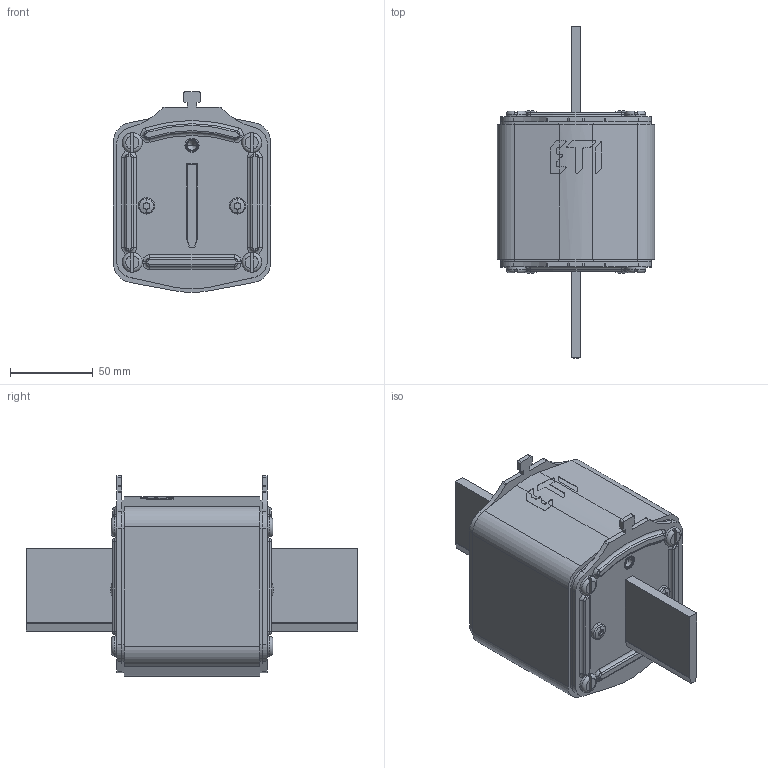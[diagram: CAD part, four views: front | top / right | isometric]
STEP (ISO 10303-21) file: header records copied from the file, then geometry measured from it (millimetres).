
FILE_DESCRIPTION((''),'2;1');
FILE_NAME('0000053036_ASM','2021-08-09T',('said.beganovic'),('Audax d.o.o.'),'CREO PARAMETRIC BY PTC INC, 2017020','CREO PARAMETRIC BY PTC INC, 2017020','');
FILE_SCHEMA(('AUTOMOTIVE_DESIGN { 1 0 10303 214 1 1 1 1 }'));
Length unit declared in the file: millimetre
Products named in the file (12): 0000028910; 0000029476; 0000032691; 0000032678; 0000032695_ASM; 0000032864; 0000053037; 0000053039; 0000016201_AF0; 0000033047; 0000033044; 0000053036_ASM
Assembly tree (24 placements, depth 3):
  0000053036_ASM
    0000028910
    0000029476  x2
    0000032695_ASM  x2
      0000032691
      0000032678
    0000032864  x2
    0000053037  x4
    0000053039  x8
    0000016201_AF0
    0000033047
    0000033044
Bounding box: 95 x 200.1 x 120.95 mm (x, y, z)
Volume: 921564.3 mm3; surface area: 168898.6 mm2
Topology: 24 solids, 36 shells, 1158 faces, 2858 edges, 1765 vertices
Faces by surface type: plane 493, cylinder 411, torus 136, cone 36, extrusion 30, sphere 28, bspline 24
Entity records: 31731 total; most frequent: CARTESIAN_POINT 5433, DIRECTION 3092, ORIENTED_EDGE 2916, PRESENTATION_STYLE_ASSIGNMENT 2118, STYLED_ITEM 2061, CURVE_STYLE 1506, EDGE_CURVE 1476, AXIS2_PLACEMENT_3D 1131
